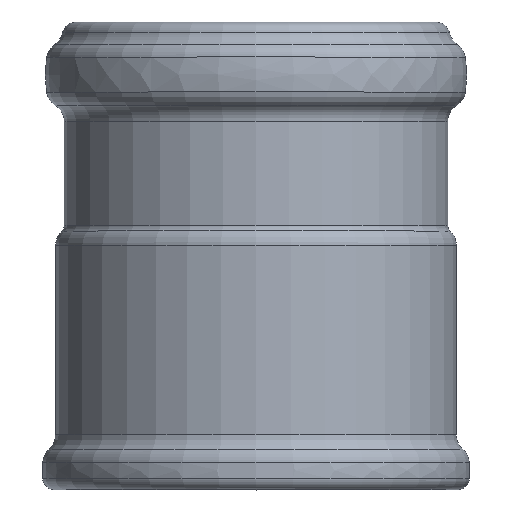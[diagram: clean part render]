
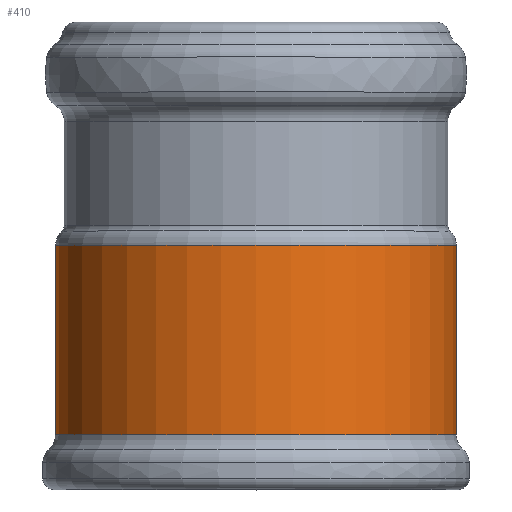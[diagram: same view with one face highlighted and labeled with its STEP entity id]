
A CAD part, top view. The second image highlights one B-rep face of the part: STEP entity #410.
In plain terms, the highlighted cylindrical face has radius 51.6 mm (diameter 103.2 mm), a full revolution.
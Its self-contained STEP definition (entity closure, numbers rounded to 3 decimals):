
#24=CYLINDRICAL_SURFACE('',#451,51.6);
#33=FACE_BOUND('',#107,.T.);
#68=FACE_OUTER_BOUND('',#106,.T.);
#106=EDGE_LOOP('',(#303));
#107=EDGE_LOOP('',(#304));
#177=CIRCLE('',#450,51.6);
#178=CIRCLE('',#452,51.6);
#218=VERTEX_POINT('',#682);
#219=VERTEX_POINT('',#685);
#259=EDGE_CURVE('',#218,#218,#177,.T.);
#260=EDGE_CURVE('',#219,#219,#178,.T.);
#303=ORIENTED_EDGE('',*,*,#260,.F.);
#304=ORIENTED_EDGE('',*,*,#259,.F.);
#410=ADVANCED_FACE('',(#68,#33),#24,.T.);
#450=AXIS2_PLACEMENT_3D('',#683,#530,#531);
#451=AXIS2_PLACEMENT_3D('',#684,#532,#533);
#452=AXIS2_PLACEMENT_3D('',#686,#534,#535);
#530=DIRECTION('center_axis',(0.,1.,0.));
#531=DIRECTION('ref_axis',(1.,0.,0.));
#532=DIRECTION('center_axis',(0.,-1.,0.));
#533=DIRECTION('ref_axis',(1.,0.,0.));
#534=DIRECTION('center_axis',(0.,-1.,0.));
#535=DIRECTION('ref_axis',(1.,0.,0.));
#682=CARTESIAN_POINT('',(-50.612,62.525,0.));
#683=CARTESIAN_POINT('Origin',(0.988,62.525,0.));
#684=CARTESIAN_POINT('Origin',(0.988,39.706,0.));
#685=CARTESIAN_POINT('',(52.588,13.744,0.));
#686=CARTESIAN_POINT('Origin',(0.988,13.744,0.));
